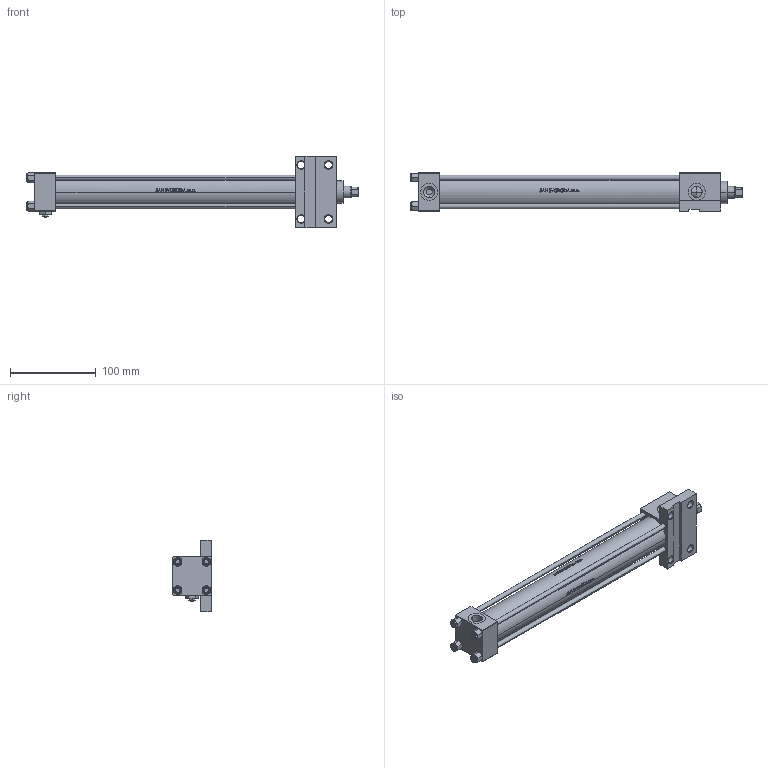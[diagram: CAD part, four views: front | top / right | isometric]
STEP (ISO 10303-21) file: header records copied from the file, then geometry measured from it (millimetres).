
FILE_DESCRIPTION (( 'STEP AP203' ), '1' );
FILE_NAME ('463b.STEP', '2025-04-25T08:35:33', ( '' ), ( '' ), 'SwSTEP 2.0', 'SolidWorks 2019', '' );
FILE_SCHEMA (( 'CONFIG_CONTROL_DESIGN' ));
Length unit declared in the file: millimetre
Products named in the file (7): 463b; V215CR_VCP_F 30ec3c535e762fd35350e36648ad182f; NUT_M5_F 30ec3c535e762fd35350e36648ad182f; Zatka_pro_OIL_PORT 30ec3c535e762fd35350e36648ad182f; V215_VC_A 30ec3c535e762fd35350e36648ad182f; V215CR_F_Body 30ec3c535e762fd35350e36648ad182f; V215CR_F_TYCINKA 30ec3c535e762fd35350e36648ad182f
Assembly tree (13 placements, depth 2):
  463b
    V215CR_F_Body 30ec3c535e762fd35350e36648ad182f
    V215CR_VCP_F 30ec3c535e762fd35350e36648ad182f
    V215CR_F_TYCINKA 30ec3c535e762fd35350e36648ad182f  x4
    NUT_M5_F 30ec3c535e762fd35350e36648ad182f  x4
    V215_VC_A 30ec3c535e762fd35350e36648ad182f
    Zatka_pro_OIL_PORT 30ec3c535e762fd35350e36648ad182f  x2
Bounding box: 388 x 45 x 84 mm (x, y, z)
Volume: 347679.5 mm3; surface area: 152524.9 mm2
Topology: 13 solids, 13 shells, 1198 faces, 2958 edges, 1901 vertices
Faces by surface type: plane 482, bspline 380, cone 194, cylinder 134, torus 8
Entity records: 49639 total; most frequent: CARTESIAN_POINT 26592, ORIENTED_EDGE 5216, DIRECTION 3338, EDGE_CURVE 2608, VERTEX_POINT 1699, VECTOR 1328, LINE 1328, EDGE_LOOP 1173
